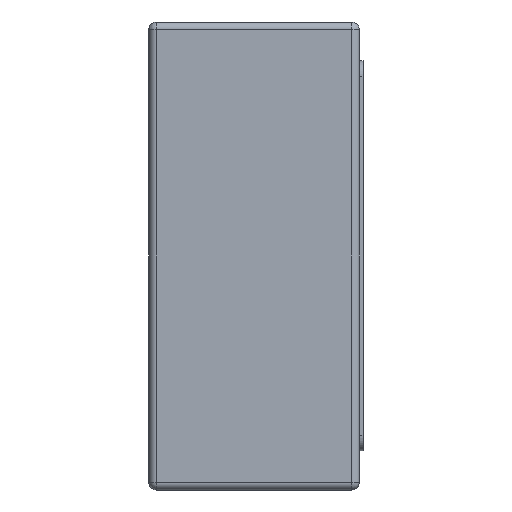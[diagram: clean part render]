
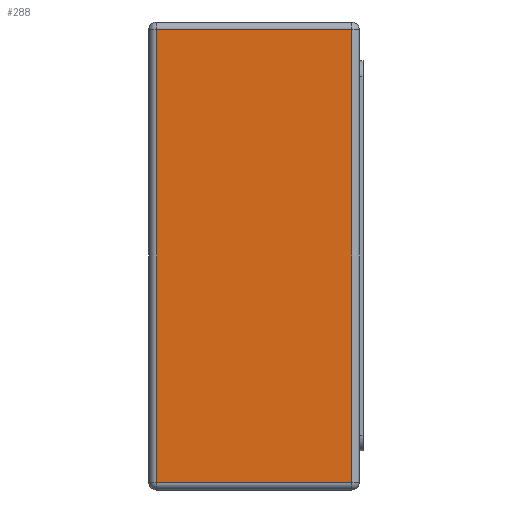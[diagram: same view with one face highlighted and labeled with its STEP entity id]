
A CAD part, left-side view. The second image highlights one B-rep face of the part: STEP entity #288.
In plain terms, the highlighted planar face has unit normal (-1, 0, 0).
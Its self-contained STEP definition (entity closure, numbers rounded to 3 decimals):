
#74 = EDGE_LOOP ( 'NONE', ( #1422, #685, #105, #2088 ) ) ;
#105 = ORIENTED_EDGE ( 'NONE', *, *, #705, .T. ) ;
#157 = FACE_OUTER_BOUND ( 'NONE', #74, .T. ) ;
#288 = ADVANCED_FACE ( 'NONE', ( #157 ), #359, .F. ) ;
#291 = EDGE_CURVE ( 'NONE', #2289, #1767, #1078, .T. ) ;
#297 = DIRECTION ( 'NONE',  ( 0., 0., 1. ) ) ;
#308 = VERTEX_POINT ( 'NONE', #2412 ) ;
#359 = PLANE ( 'NONE',  #676 ) ;
#403 = VECTOR ( 'NONE', #984, 1000. ) ;
#676 = AXIS2_PLACEMENT_3D ( 'NONE', #2236, #2210, #1509 ) ;
#685 = ORIENTED_EDGE ( 'NONE', *, *, #1521, .T. ) ;
#705 = EDGE_CURVE ( 'NONE', #308, #2289, #2246, .T. ) ;
#757 = VECTOR ( 'NONE', #297, 1000. ) ;
#760 = DIRECTION ( 'NONE',  ( 0., 0., -1. ) ) ;
#838 = LINE ( 'NONE', #2247, #898 ) ;
#898 = VECTOR ( 'NONE', #760, 1000. ) ;
#919 = DIRECTION ( 'NONE',  ( 0., 1., 0. ) ) ;
#984 = DIRECTION ( 'NONE',  ( 0., -1., 0. ) ) ;
#1078 = LINE ( 'NONE', #2032, #1229 ) ;
#1085 = CARTESIAN_POINT ( 'NONE',  ( -1., 0.53, 0.58 ) ) ;
#1229 = VECTOR ( 'NONE', #919, 1000. ) ;
#1335 = VERTEX_POINT ( 'NONE', #2223 ) ;
#1385 = EDGE_CURVE ( 'NONE', #1767, #1335, #838, .T. ) ;
#1420 = CARTESIAN_POINT ( 'NONE',  ( -1., 0.03, -0.6 ) ) ;
#1422 = ORIENTED_EDGE ( 'NONE', *, *, #1385, .T. ) ;
#1425 = CARTESIAN_POINT ( 'NONE',  ( -1., 0.03, 0.58 ) ) ;
#1509 = DIRECTION ( 'NONE',  ( 0., 0., -1. ) ) ;
#1521 = EDGE_CURVE ( 'NONE', #1335, #308, #1780, .T. ) ;
#1767 = VERTEX_POINT ( 'NONE', #1085 ) ;
#1780 = LINE ( 'NONE', #1904, #403 ) ;
#1904 = CARTESIAN_POINT ( 'NONE',  ( -1., 0.55, -0.58 ) ) ;
#2032 = CARTESIAN_POINT ( 'NONE',  ( -1., 0.55, 0.58 ) ) ;
#2088 = ORIENTED_EDGE ( 'NONE', *, *, #291, .T. ) ;
#2210 = DIRECTION ( 'NONE',  ( 1., 0., 0. ) ) ;
#2223 = CARTESIAN_POINT ( 'NONE',  ( -1., 0.53, -0.58 ) ) ;
#2236 = CARTESIAN_POINT ( 'NONE',  ( -1., 0.55, -0.6 ) ) ;
#2246 = LINE ( 'NONE', #1420, #757 ) ;
#2247 = CARTESIAN_POINT ( 'NONE',  ( -1., 0.53, -0.6 ) ) ;
#2289 = VERTEX_POINT ( 'NONE', #1425 ) ;
#2412 = CARTESIAN_POINT ( 'NONE',  ( -1., 0.03, -0.58 ) ) ;
